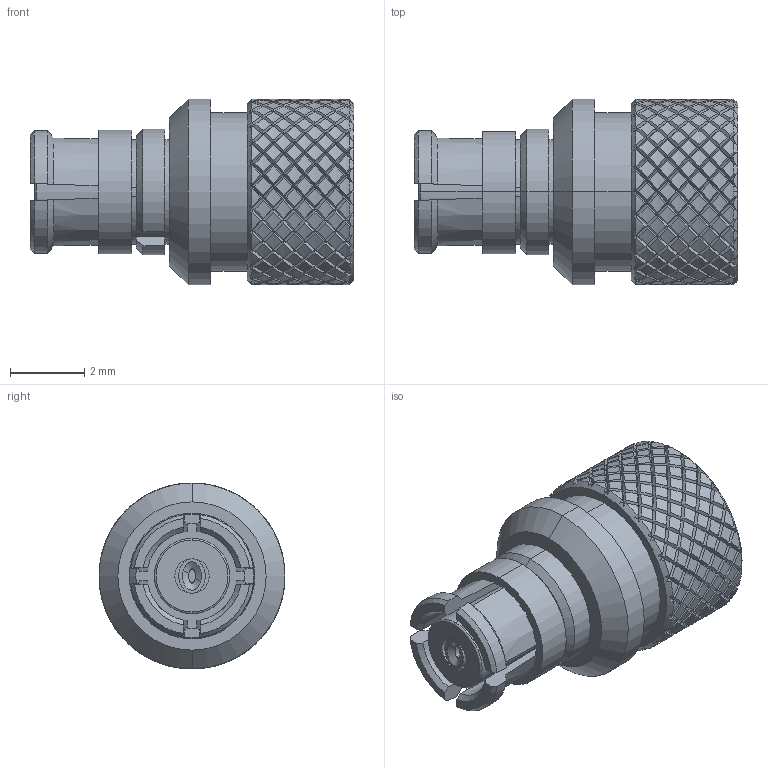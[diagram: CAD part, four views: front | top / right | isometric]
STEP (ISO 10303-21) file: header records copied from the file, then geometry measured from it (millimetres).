
FILE_DESCRIPTION (( 'STEP AP203' ), '1' );
FILE_NAME ('PE6TR1040.step', '2018-11-14T16:26:13', ( '' ), ( '' ), 'SwSTEP 2.0', 'SolidWorks 2017', '' );
FILE_SCHEMA (( 'CONFIG_CONTROL_DESIGN' ));
Length unit declared in the file: inch
Products named in the file (1): PE6TR1040
Bounding box: 8.7 x 5 x 5 mm (x, y, z)
Volume: 112.5 mm3; surface area: 247.1 mm2
Topology: 3 solids, 3 shells, 1535 faces, 3276 edges, 1759 vertices
Faces by surface type: bspline 1114, cylinder 312, plane 82, cone 25, torus 2
Entity records: 59751 total; most frequent: CARTESIAN_POINT 39449, ORIENTED_EDGE 6552, EDGE_CURVE 3276, VERTEX_POINT 1759, EDGE_LOOP 1549, FACE_OUTER_BOUND 1535, ADVANCED_FACE 1535, B_SPLINE_CURVE_WITH_KNOTS 1388
